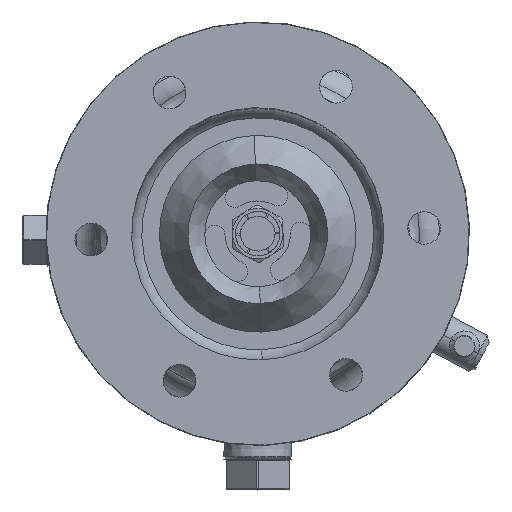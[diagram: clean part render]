
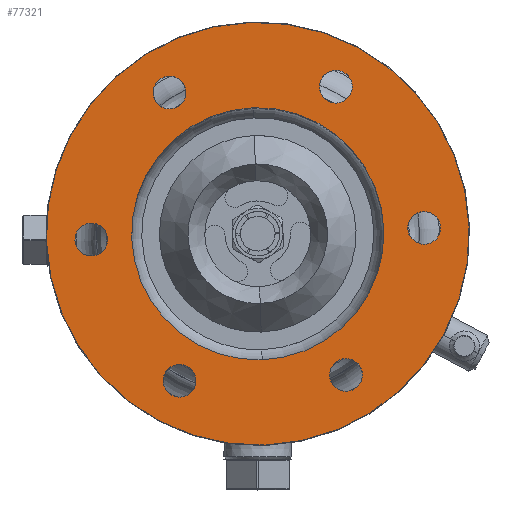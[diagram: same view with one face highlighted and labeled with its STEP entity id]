
A CAD part, top view. The second image highlights one B-rep face of the part: STEP entity #77321.
In plain terms, the highlighted planar face has unit normal (0, 0, 1).
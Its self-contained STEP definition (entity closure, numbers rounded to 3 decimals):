
#13448=CARTESIAN_POINT('',(0.,0.,872.452));
#13449=DIRECTION('',(0.,0.,-1.));
#13450=DIRECTION('',(0.035,-0.999,0.));
#13451=AXIS2_PLACEMENT_3D('',#13448,#13449,#13450);
#13458=CARTESIAN_POINT('',(-52.356,-1.828,872.452));
#13459=DIRECTION('',(0.,0.,1.));
#13460=DIRECTION('',(-0.999,-0.035,0.));
#13461=AXIS2_PLACEMENT_3D('',#13458,#13459,#13460);
#13463=CARTESIAN_POINT('',(-52.356,-1.828,872.452));
#13464=DIRECTION('',(0.,0.,1.));
#13465=DIRECTION('',(0.999,0.035,0.));
#13466=AXIS2_PLACEMENT_3D('',#13463,#13464,#13465);
#13468=CARTESIAN_POINT('',(-27.761,44.427,872.452));
#13469=DIRECTION('',(0.,0.,1.));
#13470=DIRECTION('',(-0.53,0.848,0.));
#13471=AXIS2_PLACEMENT_3D('',#13468,#13469,#13470);
#13473=CARTESIAN_POINT('',(-27.761,44.427,872.452));
#13474=DIRECTION('',(0.,0.,1.));
#13475=DIRECTION('',(0.53,-0.848,0.));
#13476=AXIS2_PLACEMENT_3D('',#13473,#13474,#13475);
#13478=CARTESIAN_POINT('',(24.594,46.255,872.452));
#13479=DIRECTION('',(0.,0.,1.));
#13480=DIRECTION('',(0.469,0.883,0.));
#13481=AXIS2_PLACEMENT_3D('',#13478,#13479,#13480);
#13483=CARTESIAN_POINT('',(24.594,46.255,872.452));
#13484=DIRECTION('',(0.,0.,1.));
#13485=DIRECTION('',(-0.469,-0.883,0.));
#13486=AXIS2_PLACEMENT_3D('',#13483,#13484,#13485);
#13488=CARTESIAN_POINT('',(52.356,1.828,872.452));
#13489=DIRECTION('',(0.,0.,1.));
#13490=DIRECTION('',(0.999,0.035,0.));
#13491=AXIS2_PLACEMENT_3D('',#13488,#13489,#13490);
#13493=CARTESIAN_POINT('',(52.356,1.828,872.452));
#13494=DIRECTION('',(0.,0.,1.));
#13495=DIRECTION('',(-0.999,-0.035,0.));
#13496=AXIS2_PLACEMENT_3D('',#13493,#13494,#13495);
#13498=CARTESIAN_POINT('',(27.761,-44.427,872.452));
#13499=DIRECTION('',(0.,0.,1.));
#13500=DIRECTION('',(0.53,-0.848,0.));
#13501=AXIS2_PLACEMENT_3D('',#13498,#13499,#13500);
#13503=CARTESIAN_POINT('',(27.761,-44.427,872.452));
#13504=DIRECTION('',(0.,0.,1.));
#13505=DIRECTION('',(-0.53,0.848,0.));
#13506=AXIS2_PLACEMENT_3D('',#13503,#13504,#13505);
#13508=CARTESIAN_POINT('',(-24.594,-46.255,872.452));
#13509=DIRECTION('',(0.,0.,1.));
#13510=DIRECTION('',(-0.469,-0.883,0.));
#13511=AXIS2_PLACEMENT_3D('',#13508,#13509,#13510);
#13513=CARTESIAN_POINT('',(-24.594,-46.255,872.452));
#13514=DIRECTION('',(0.,0.,1.));
#13515=DIRECTION('',(0.469,0.883,0.));
#13516=AXIS2_PLACEMENT_3D('',#13513,#13514,#13515);
#13518=CARTESIAN_POINT('',(0.,0.,872.452));
#13519=DIRECTION('',(0.,0.,-1.));
#13520=DIRECTION('',(-0.035,0.999,0.));
#13521=AXIS2_PLACEMENT_3D('',#13518,#13519,#13520);
#13538=CARTESIAN_POINT('',(0.,0.,872.452));
#13539=DIRECTION('',(0.,0.,-1.));
#13540=DIRECTION('',(0.035,-0.999,0.));
#13541=AXIS2_PLACEMENT_3D('',#13538,#13539,#13540);
#13543=CARTESIAN_POINT('',(0.,0.,872.452));
#13544=DIRECTION('',(0.,0.,-1.));
#13545=DIRECTION('',(-0.035,0.999,0.));
#13546=AXIS2_PLACEMENT_3D('',#13543,#13544,#13545);
#59277=CARTESIAN_POINT('',(2.322,-66.498,872.452));
#59278=CARTESIAN_POINT('',(-2.322,66.498,872.452));
#59279=VERTEX_POINT('',#59277);
#59280=VERTEX_POINT('',#59278);
#59281=CARTESIAN_POINT('',(1.385,-39.663,872.452));
#59282=CARTESIAN_POINT('',(-1.385,39.663,872.452));
#59283=VERTEX_POINT('',#59281);
#59284=VERTEX_POINT('',#59282);
#59291=CARTESIAN_POINT('',(-57.512,-2.008,872.452));
#59292=CARTESIAN_POINT('',(-47.199,-1.648,872.452));
#59293=VERTEX_POINT('',#59291);
#59294=VERTEX_POINT('',#59292);
#59297=CARTESIAN_POINT('',(-30.495,48.803,872.452));
#59298=CARTESIAN_POINT('',(-25.027,40.052,872.452));
#59299=VERTEX_POINT('',#59297);
#59300=VERTEX_POINT('',#59298);
#59303=CARTESIAN_POINT('',(27.017,50.811,872.452));
#59304=CARTESIAN_POINT('',(22.172,41.7,872.452));
#59305=VERTEX_POINT('',#59303);
#59306=VERTEX_POINT('',#59304);
#59309=CARTESIAN_POINT('',(57.512,2.008,872.452));
#59310=CARTESIAN_POINT('',(47.199,1.648,872.452));
#59311=VERTEX_POINT('',#59309);
#59312=VERTEX_POINT('',#59310);
#59315=CARTESIAN_POINT('',(30.495,-48.803,872.452));
#59316=CARTESIAN_POINT('',(25.027,-40.052,872.452));
#59317=VERTEX_POINT('',#59315);
#59318=VERTEX_POINT('',#59316);
#59321=CARTESIAN_POINT('',(-27.017,-50.811,872.452));
#59322=CARTESIAN_POINT('',(-22.172,-41.7,872.452));
#59323=VERTEX_POINT('',#59321);
#59324=VERTEX_POINT('',#59322);
#77269=CARTESIAN_POINT('',(0.,0.,872.452));
#77270=DIRECTION('',(0.,0.,-1.));
#77271=DIRECTION('',(-0.999,-0.035,0.));
#77272=AXIS2_PLACEMENT_3D('',#77269,#77270,#77271);
#77273=PLANE('',#77272);
#77274=ORIENTED_EDGE('',*,*,#77259,.T.);
#77276=ORIENTED_EDGE('',*,*,#77275,.T.);
#77277=EDGE_LOOP('',(#77274,#77276));
#77278=FACE_OUTER_BOUND('',#77277,.F.);
#77280=ORIENTED_EDGE('',*,*,#77279,.F.);
#77282=ORIENTED_EDGE('',*,*,#77281,.F.);
#77283=EDGE_LOOP('',(#77280,#77282));
#77284=FACE_BOUND('',#77283,.F.);
#77286=ORIENTED_EDGE('',*,*,#77285,.T.);
#77288=ORIENTED_EDGE('',*,*,#77287,.T.);
#77289=EDGE_LOOP('',(#77286,#77288));
#77290=FACE_BOUND('',#77289,.F.);
#77292=ORIENTED_EDGE('',*,*,#77291,.T.);
#77294=ORIENTED_EDGE('',*,*,#77293,.T.);
#77295=EDGE_LOOP('',(#77292,#77294));
#77296=FACE_BOUND('',#77295,.F.);
#77298=ORIENTED_EDGE('',*,*,#77297,.T.);
#77300=ORIENTED_EDGE('',*,*,#77299,.T.);
#77301=EDGE_LOOP('',(#77298,#77300));
#77302=FACE_BOUND('',#77301,.F.);
#77304=ORIENTED_EDGE('',*,*,#77303,.T.);
#77306=ORIENTED_EDGE('',*,*,#77305,.T.);
#77307=EDGE_LOOP('',(#77304,#77306));
#77308=FACE_BOUND('',#77307,.F.);
#77310=ORIENTED_EDGE('',*,*,#77309,.T.);
#77312=ORIENTED_EDGE('',*,*,#77311,.T.);
#77313=EDGE_LOOP('',(#77310,#77312));
#77314=FACE_BOUND('',#77313,.F.);
#77316=ORIENTED_EDGE('',*,*,#77315,.T.);
#77318=ORIENTED_EDGE('',*,*,#77317,.T.);
#77319=EDGE_LOOP('',(#77316,#77318));
#77320=FACE_BOUND('',#77319,.F.);
#77321=ADVANCED_FACE('',(#77278,#77284,#77290,#77296,#77302,#77308,#77314,
#77320),#77273,.F.);
#13452=CIRCLE('',#13451,66.538);
#13462=CIRCLE('',#13461,5.159);
#13467=CIRCLE('',#13466,5.159);
#13472=CIRCLE('',#13471,5.159);
#13477=CIRCLE('',#13476,5.159);
#13482=CIRCLE('',#13481,5.159);
#13487=CIRCLE('',#13486,5.159);
#13492=CIRCLE('',#13491,5.159);
#13497=CIRCLE('',#13496,5.159);
#13502=CIRCLE('',#13501,5.159);
#13507=CIRCLE('',#13506,5.159);
#13512=CIRCLE('',#13511,5.159);
#13517=CIRCLE('',#13516,5.159);
#13522=CIRCLE('',#13521,66.538);
#13542=CIRCLE('',#13541,39.687);
#13547=CIRCLE('',#13546,39.687);
#77259=EDGE_CURVE('',#59279,#59280,#13452,.T.);
#77275=EDGE_CURVE('',#59280,#59279,#13522,.T.);
#77279=EDGE_CURVE('',#59283,#59284,#13542,.T.);
#77281=EDGE_CURVE('',#59284,#59283,#13547,.T.);
#77285=EDGE_CURVE('',#59293,#59294,#13462,.T.);
#77287=EDGE_CURVE('',#59294,#59293,#13467,.T.);
#77291=EDGE_CURVE('',#59299,#59300,#13472,.T.);
#77293=EDGE_CURVE('',#59300,#59299,#13477,.T.);
#77297=EDGE_CURVE('',#59305,#59306,#13482,.T.);
#77299=EDGE_CURVE('',#59306,#59305,#13487,.T.);
#77303=EDGE_CURVE('',#59311,#59312,#13492,.T.);
#77305=EDGE_CURVE('',#59312,#59311,#13497,.T.);
#77309=EDGE_CURVE('',#59317,#59318,#13502,.T.);
#77311=EDGE_CURVE('',#59318,#59317,#13507,.T.);
#77315=EDGE_CURVE('',#59323,#59324,#13512,.T.);
#77317=EDGE_CURVE('',#59324,#59323,#13517,.T.);
